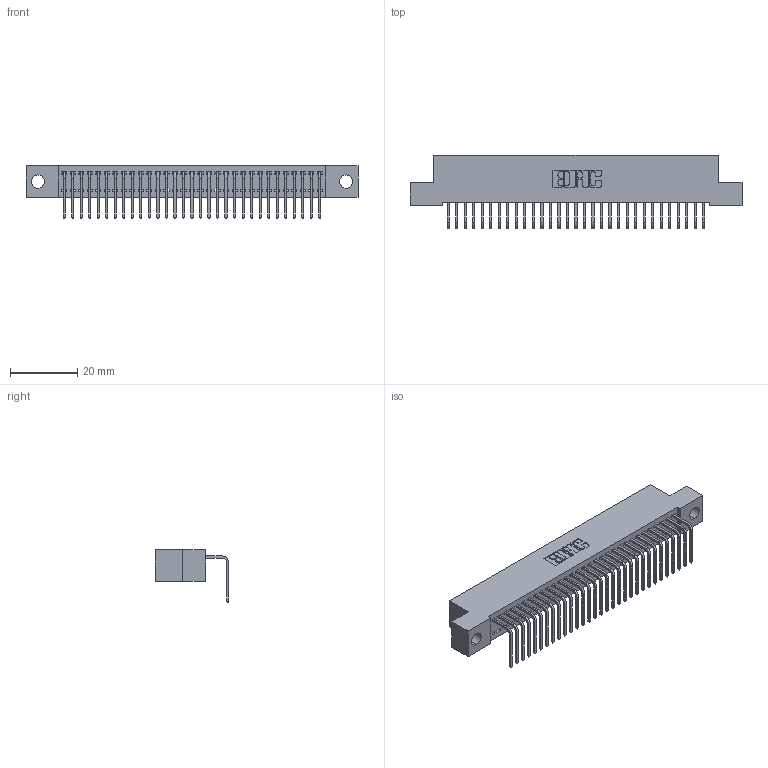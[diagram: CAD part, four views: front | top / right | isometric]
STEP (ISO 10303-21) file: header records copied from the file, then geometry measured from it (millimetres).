
FILE_DESCRIPTION (( 'STEP AP203' ), '1' );
FILE_NAME ('392-031-558-104.STEP', '2018-08-15T23:26:44', ( '' ), ( '' ), 'SwSTEP 2.0', 'SolidWorks 2016', '' );
FILE_SCHEMA (( 'CONFIG_CONTROL_DESIGN' ));
Length unit declared in the file: inch
Products named in the file (3): 342 Part_.156 TH; 345-292-001_558 Tail - 2; 392-031-558-104
Assembly tree (32 placements, depth 2):
  392-031-558-104
    342 Part_.156 TH
    345-292-001_558 Tail - 2  x31
Bounding box: 99.06 x 21.91 x 15.62 mm (x, y, z)
Volume: 8661.3 mm3; surface area: 12918.7 mm2
Topology: 32 solids, 32 shells, 1970 faces, 5941 edges, 3918 vertices
Faces by surface type: plane 1430, cylinder 540
Entity records: 20329 total; most frequent: CARTESIAN_POINT 3515, ORIENTED_EDGE 3482, DIRECTION 2987, EDGE_CURVE 1741, LINE 1613, VECTOR 1613, VERTEX_POINT 1158, AXIS2_PLACEMENT_3D 687
